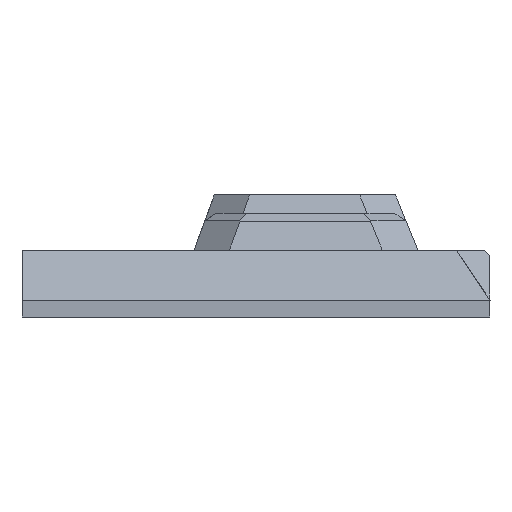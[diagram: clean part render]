
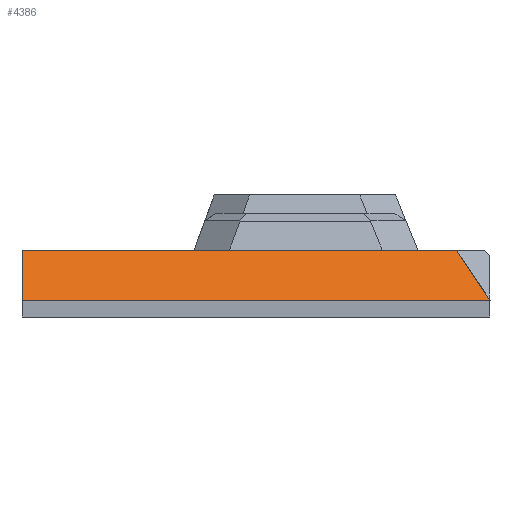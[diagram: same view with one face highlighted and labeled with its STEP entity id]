
A CAD part, left-side view. The second image highlights one B-rep face of the part: STEP entity #4386.
In plain terms, the highlighted planar face has unit normal (-0.707, 0, 0.707).
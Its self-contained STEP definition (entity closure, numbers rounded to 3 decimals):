
#137=PLANE('',#4635);
#386=FACE_OUTER_BOUND('',#639,.T.);
#639=EDGE_LOOP('',(#3682,#3683,#3684,#3685));
#1215=LINE('',#8710,#1668);
#1217=LINE('',#8714,#1670);
#1218=LINE('',#8716,#1671);
#1219=LINE('',#8717,#1672);
#1668=VECTOR('',#5274,10.);
#1670=VECTOR('',#5278,10.);
#1671=VECTOR('',#5279,10.);
#1672=VECTOR('',#5280,10.);
#2053=VERTEX_POINT('',#7810);
#2105=VERTEX_POINT('',#8709);
#2106=VERTEX_POINT('',#8713);
#2107=VERTEX_POINT('',#8715);
#2662=EDGE_CURVE('',#2053,#2105,#1215,.T.);
#2664=EDGE_CURVE('',#2105,#2106,#1217,.T.);
#2665=EDGE_CURVE('',#2106,#2107,#1218,.T.);
#2666=EDGE_CURVE('',#2107,#2053,#1219,.T.);
#3682=ORIENTED_EDGE('',*,*,#2662,.T.);
#3683=ORIENTED_EDGE('',*,*,#2664,.T.);
#3684=ORIENTED_EDGE('',*,*,#2665,.T.);
#3685=ORIENTED_EDGE('',*,*,#2666,.T.);
#4386=ADVANCED_FACE('',(#386),#137,.T.);
#4635=AXIS2_PLACEMENT_3D('',#8712,#5276,#5277);
#5274=DIRECTION('',(0.64,0.426,0.64));
#5276=DIRECTION('center_axis',(-0.707,0.,
0.707));
#5277=DIRECTION('ref_axis',(0.707,0.,0.707));
#5278=DIRECTION('',(0.,1.,0.));
#5279=DIRECTION('',(-0.707,0.,-0.707));
#5280=DIRECTION('',(0.,-1.,0.));
#7810=CARTESIAN_POINT('',(-22.,-1.345,98.41));
#8709=CARTESIAN_POINT('',(-19.,0.655,101.41));
#8710=CARTESIAN_POINT('',(-18.523,0.973,101.887));
#8712=CARTESIAN_POINT('Origin',(-20.5,19.655,99.91));
#8713=CARTESIAN_POINT('',(-19.,26.655,101.41));
#8714=CARTESIAN_POINT('',(-19.,19.655,101.41));
#8715=CARTESIAN_POINT('',(-22.,26.655,98.41));
#8716=CARTESIAN_POINT('',(-12.5,26.655,107.91));
#8717=CARTESIAN_POINT('',(-22.,19.655,98.41));
